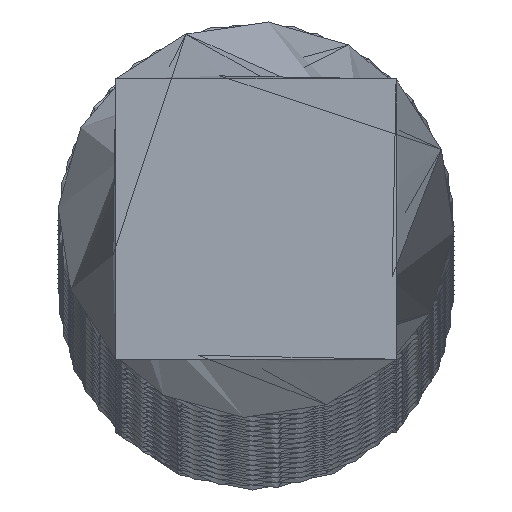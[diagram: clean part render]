
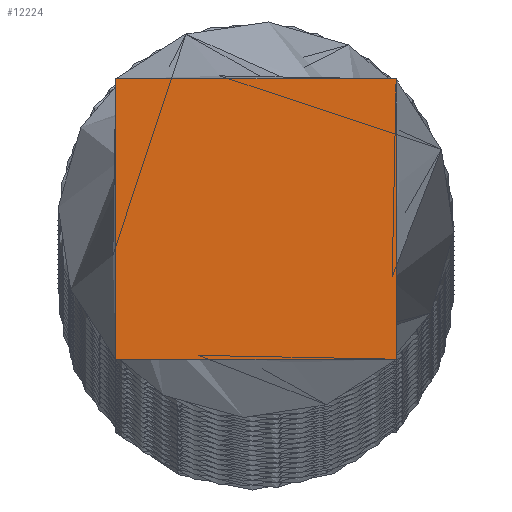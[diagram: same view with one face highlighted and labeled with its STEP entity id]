
A CAD part, top view. The second image highlights one B-rep face of the part: STEP entity #12224.
In plain terms, the highlighted planar face has unit normal (0, 0, 1).
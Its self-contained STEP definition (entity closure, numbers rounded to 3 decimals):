
#842 = CARTESIAN_POINT ( 'NONE',  ( -10., 0., 1500. ) ) ;
#1240 = ORIENTED_EDGE ( 'NONE', *, *, #10308, .T. ) ;
#1456 = CARTESIAN_POINT ( 'NONE',  ( 0., -10., 1500. ) ) ;
#2361 = VECTOR ( 'NONE', #3296, 1000. ) ;
#2536 = LINE ( 'NONE', #6401, #17380 ) ;
#2713 = EDGE_CURVE ( 'NONE', #7383, #15190, #15982, .T. ) ;
#3296 = DIRECTION ( 'NONE',  ( -1., 0., 0. ) ) ;
#3664 = CARTESIAN_POINT ( 'NONE',  ( 10., -10., 1500. ) ) ;
#3854 = EDGE_CURVE ( 'NONE', #15190, #7581, #15714, .T. ) ;
#4301 = CARTESIAN_POINT ( 'NONE',  ( 0., 0., 1500. ) ) ;
#4833 = CARTESIAN_POINT ( 'NONE',  ( 0., 10., 1500. ) ) ;
#5024 = DIRECTION ( 'NONE',  ( 0., -1., 0. ) ) ;
#5229 = ORIENTED_EDGE ( 'NONE', *, *, #15760, .T. ) ;
#5938 = DIRECTION ( 'NONE',  ( 1., 0., 0. ) ) ;
#6313 = CARTESIAN_POINT ( 'NONE',  ( -10., 10., 1500. ) ) ;
#6393 = VERTEX_POINT ( 'NONE', #16509 ) ;
#6401 = CARTESIAN_POINT ( 'NONE',  ( 10., 0., 1500. ) ) ;
#7383 = VERTEX_POINT ( 'NONE', #6313 ) ;
#7535 = LINE ( 'NONE', #4833, #2361 ) ;
#7581 = VERTEX_POINT ( 'NONE', #3664 ) ;
#7604 = VECTOR ( 'NONE', #5938, 1000. ) ;
#7644 = VECTOR ( 'NONE', #5024, 1000. ) ;
#8315 = PLANE ( 'NONE',  #15374 ) ;
#8334 = CARTESIAN_POINT ( 'NONE',  ( -10., -10., 1500. ) ) ;
#9659 = EDGE_LOOP ( 'NONE', ( #1240, #14434, #12888, #5229 ) ) ;
#10308 = EDGE_CURVE ( 'NONE', #6393, #7383, #7535, .T. ) ;
#10654 = FACE_OUTER_BOUND ( 'NONE', #9659, .T. ) ;
#12061 = DIRECTION ( 'NONE',  ( 0., 1., 0. ) ) ;
#12224 = ADVANCED_FACE ( 'NONE', ( #10654 ), #8315, .T. ) ;
#12888 = ORIENTED_EDGE ( 'NONE', *, *, #3854, .T. ) ;
#12982 = DIRECTION ( 'NONE',  ( 1., 0., 0. ) ) ;
#14434 = ORIENTED_EDGE ( 'NONE', *, *, #2713, .T. ) ;
#15190 = VERTEX_POINT ( 'NONE', #8334 ) ;
#15374 = AXIS2_PLACEMENT_3D ( 'NONE', #4301, #15692, #12982 ) ;
#15692 = DIRECTION ( 'NONE',  ( 0., 0., 1. ) ) ;
#15714 = LINE ( 'NONE', #1456, #7604 ) ;
#15760 = EDGE_CURVE ( 'NONE', #7581, #6393, #2536, .T. ) ;
#15982 = LINE ( 'NONE', #842, #7644 ) ;
#16509 = CARTESIAN_POINT ( 'NONE',  ( 10., 10., 1500. ) ) ;
#17380 = VECTOR ( 'NONE', #12061, 1000. ) ;
